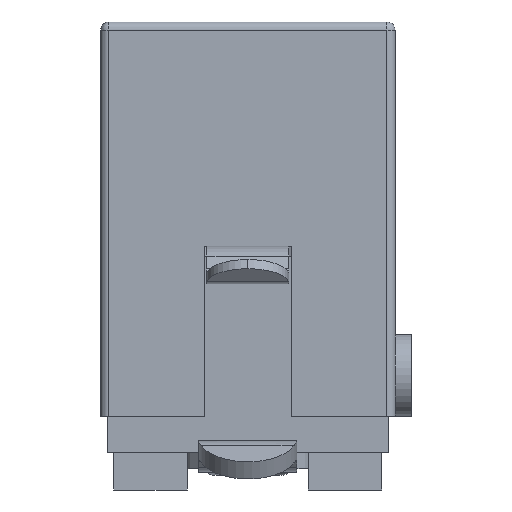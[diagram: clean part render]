
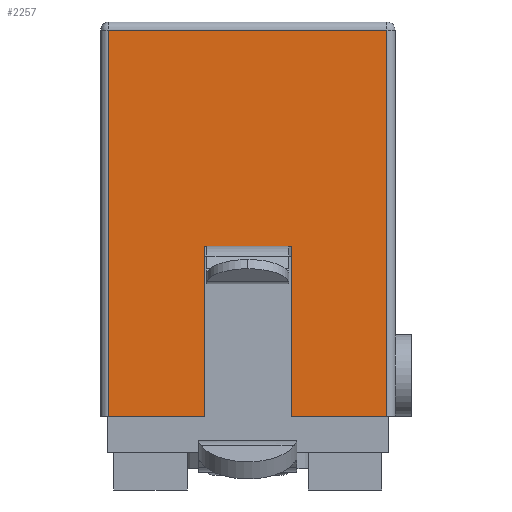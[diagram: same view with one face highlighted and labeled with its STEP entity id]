
A CAD part, front view. The second image highlights one B-rep face of the part: STEP entity #2257.
In plain terms, the highlighted planar face has unit normal (0, -1, 0).
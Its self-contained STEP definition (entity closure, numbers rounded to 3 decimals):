
#46 = VERTEX_POINT ( 'NONE', #1610 ) ;
#65 = CARTESIAN_POINT ( 'NONE',  ( -1.325, -5.5, -4.9 ) ) ;
#68 = ORIENTED_EDGE ( 'NONE', *, *, #2424, .F. ) ;
#87 = CARTESIAN_POINT ( 'NONE',  ( -1.325, -5.5, 0.3 ) ) ;
#132 = EDGE_CURVE ( 'NONE', #1869, #1858, #278, .T. ) ;
#166 = EDGE_CURVE ( 'NONE', #4390, #1931, #216, .T. ) ;
#216 = LINE ( 'NONE', #2063, #3935 ) ;
#278 = LINE ( 'NONE', #3466, #2099 ) ;
#303 = CARTESIAN_POINT ( 'NONE',  ( -4.25, -5.5, -4.9 ) ) ;
#389 = ORIENTED_EDGE ( 'NONE', *, *, #3330, .F. ) ;
#504 = VERTEX_POINT ( 'NONE', #2432 ) ;
#558 = DIRECTION ( 'NONE',  ( 0., 0., -1. ) ) ;
#729 = CARTESIAN_POINT ( 'NONE',  ( 4.5, -5.5, -4.9 ) ) ;
#743 = LINE ( 'NONE', #2579, #3020 ) ;
#830 = DIRECTION ( 'NONE',  ( -1., 0., 0. ) ) ;
#920 = LINE ( 'NONE', #729, #2971 ) ;
#940 = DIRECTION ( 'NONE',  ( -1., 0., 0. ) ) ;
#953 = PLANE ( 'NONE',  #4063 ) ;
#965 = ORIENTED_EDGE ( 'NONE', *, *, #132, .T. ) ;
#1126 = VECTOR ( 'NONE', #3646, 1000. ) ;
#1225 = LINE ( 'NONE', #4224, #3375 ) ;
#1496 = DIRECTION ( 'NONE',  ( -1., 0., 0. ) ) ;
#1610 = CARTESIAN_POINT ( 'NONE',  ( -1.325, -5.5, -4.9 ) ) ;
#1683 = ORIENTED_EDGE ( 'NONE', *, *, #4075, .F. ) ;
#1858 = VERTEX_POINT ( 'NONE', #3086 ) ;
#1869 = VERTEX_POINT ( 'NONE', #2418 ) ;
#1878 = VECTOR ( 'NONE', #830, 1000. ) ;
#1931 = VERTEX_POINT ( 'NONE', #303 ) ;
#1988 = EDGE_LOOP ( 'NONE', ( #2111, #3404, #4237, #4664, #389, #68, #1683, #965 ) ) ;
#2063 = CARTESIAN_POINT ( 'NONE',  ( -4.25, -5.5, 0. ) ) ;
#2099 = VECTOR ( 'NONE', #3435, 1000. ) ;
#2111 = ORIENTED_EDGE ( 'NONE', *, *, #2805, .T. ) ;
#2156 = LINE ( 'NONE', #2958, #1878 ) ;
#2160 = CARTESIAN_POINT ( 'NONE',  ( 1.325, -5.5, -4.9 ) ) ;
#2257 = ADVANCED_FACE ( 'NONE', ( #3641 ), #953, .F. ) ;
#2321 = VERTEX_POINT ( 'NONE', #3465 ) ;
#2404 = DIRECTION ( 'NONE',  ( 0., 0., 1. ) ) ;
#2418 = CARTESIAN_POINT ( 'NONE',  ( 4.25, -5.5, -4.9 ) ) ;
#2424 = EDGE_CURVE ( 'NONE', #504, #2321, #3587, .T. ) ;
#2432 = CARTESIAN_POINT ( 'NONE',  ( 1.325, -5.5, -4.9 ) ) ;
#2513 = DIRECTION ( 'NONE',  ( 0., 0., 1. ) ) ;
#2579 = CARTESIAN_POINT ( 'NONE',  ( 0., -5.5, 6.9 ) ) ;
#2657 = VECTOR ( 'NONE', #2513, 1000. ) ;
#2805 = EDGE_CURVE ( 'NONE', #1858, #4390, #743, .T. ) ;
#2958 = CARTESIAN_POINT ( 'NONE',  ( -1.325, -5.5, 0.3 ) ) ;
#2971 = VECTOR ( 'NONE', #1496, 1000. ) ;
#3020 = VECTOR ( 'NONE', #3679, 1000. ) ;
#3086 = CARTESIAN_POINT ( 'NONE',  ( 4.25, -5.5, 6.9 ) ) ;
#3087 = DIRECTION ( 'NONE',  ( 0., 1., 0. ) ) ;
#3330 = EDGE_CURVE ( 'NONE', #2321, #3920, #2156, .T. ) ;
#3375 = VECTOR ( 'NONE', #940, 1000. ) ;
#3404 = ORIENTED_EDGE ( 'NONE', *, *, #166, .T. ) ;
#3435 = DIRECTION ( 'NONE',  ( 0., 0., 1. ) ) ;
#3465 = CARTESIAN_POINT ( 'NONE',  ( 1.325, -5.5, 0.3 ) ) ;
#3466 = CARTESIAN_POINT ( 'NONE',  ( 4.25, -5.5, 0. ) ) ;
#3587 = LINE ( 'NONE', #2160, #2657 ) ;
#3632 = CARTESIAN_POINT ( 'NONE',  ( -4.25, -5.5, 6.9 ) ) ;
#3641 = FACE_OUTER_BOUND ( 'NONE', #1988, .T. ) ;
#3646 = DIRECTION ( 'NONE',  ( 0., 0., -1. ) ) ;
#3679 = DIRECTION ( 'NONE',  ( -1., 0., 0. ) ) ;
#3920 = VERTEX_POINT ( 'NONE', #87 ) ;
#3935 = VECTOR ( 'NONE', #558, 1000. ) ;
#4063 = AXIS2_PLACEMENT_3D ( 'NONE', #4171, #3087, #2404 ) ;
#4075 = EDGE_CURVE ( 'NONE', #1869, #504, #1225, .T. ) ;
#4171 = CARTESIAN_POINT ( 'NONE',  ( 0., -5.5, 0. ) ) ;
#4224 = CARTESIAN_POINT ( 'NONE',  ( 4.5, -5.5, -4.9 ) ) ;
#4237 = ORIENTED_EDGE ( 'NONE', *, *, #4591, .F. ) ;
#4390 = VERTEX_POINT ( 'NONE', #3632 ) ;
#4430 = LINE ( 'NONE', #65, #1126 ) ;
#4490 = EDGE_CURVE ( 'NONE', #3920, #46, #4430, .T. ) ;
#4591 = EDGE_CURVE ( 'NONE', #46, #1931, #920, .T. ) ;
#4664 = ORIENTED_EDGE ( 'NONE', *, *, #4490, .F. ) ;
